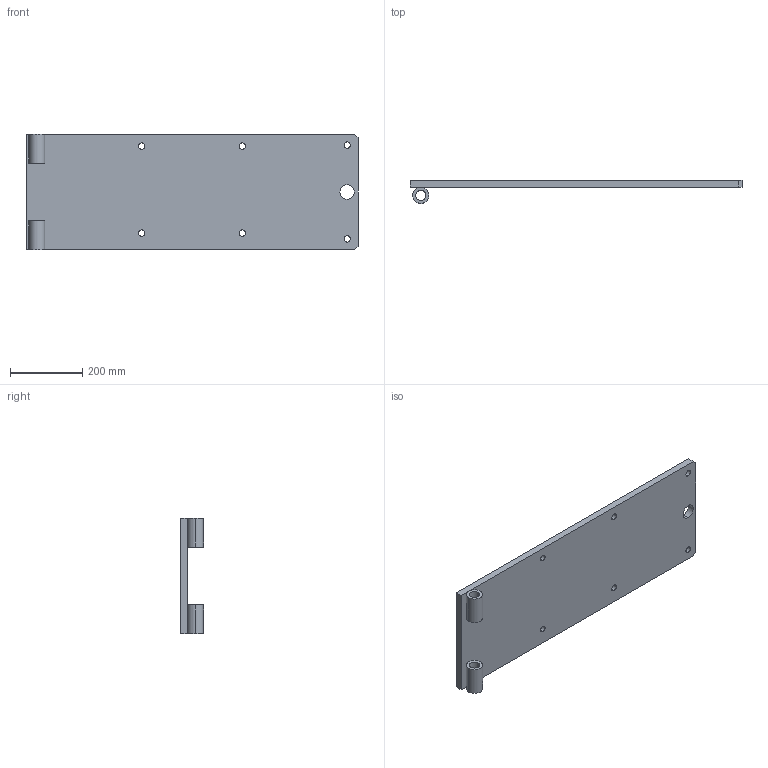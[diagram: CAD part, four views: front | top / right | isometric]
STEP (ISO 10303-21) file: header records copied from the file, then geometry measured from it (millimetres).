
FILE_DESCRIPTION (( 'STEP AP214' ), '1' );
FILE_NAME ('94452S053_馬達固定座.STEP', '2023-11-02T08:45:11', ( '' ), ( '' ), 'SwSTEP 2.0', 'SolidWorks 2020', '' );
FILE_SCHEMA (( 'AUTOMOTIVE_DESIGN' ));
Length unit declared in the file: millimetre
Products named in the file (1): 94452S053_馬達固定座
Bounding box: 920 x 64 x 320 mm (x, y, z)
Volume: 5695292.8 mm3; surface area: 679353.2 mm2
Topology: 3 solids, 3 shells, 34 faces, 84 edges, 56 vertices
Faces by surface type: cylinder 22, plane 12
Entity records: 1164 total; most frequent: DIRECTION 198, CARTESIAN_POINT 175, ORIENTED_EDGE 168, EDGE_CURVE 84, AXIS2_PLACEMENT_3D 79, VERTEX_POINT 56, EDGE_LOOP 52, CIRCLE 44
